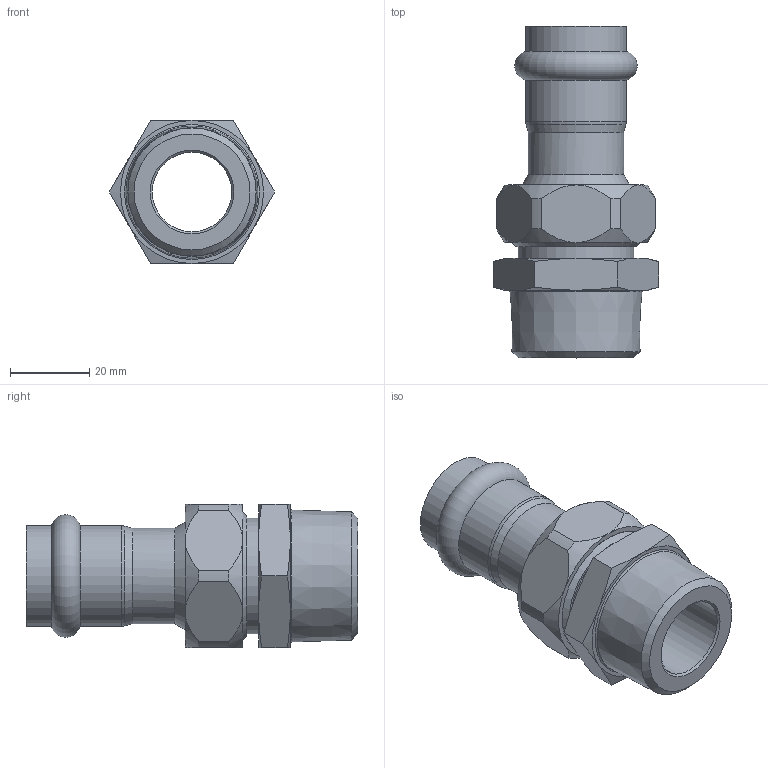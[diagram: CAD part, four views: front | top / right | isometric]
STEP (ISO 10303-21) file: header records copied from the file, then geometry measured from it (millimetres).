
FILE_DESCRIPTION(/* description */ (''),/* implementation_level */ '2;1');
FILE_NAME(/* name */ '184022022U_Inoxpres_Uniko.stp',/* time_stamp */ '2022-10-06T11:52:28+02:00',/* author */ ('Vault'),/* organization */ ('Raccorderie metalliche s.p.a. '),/* preprocessor_version */ 'ST-DEVELOPER v18.1',/* originating_system */ 'Autodesk Inventor 2020',/* authorisation */ 'Raccorderie metalliche s.p.a. ');
FILE_SCHEMA (('AUTOMOTIVE_DESIGN { 1 0 10303 214 3 1 1 }'));
Length unit declared in the file: millimetre
Products named in the file (1): 184022022IV_Inoxpres_Uniko
Bounding box: 41.57 x 83.5 x 36 mm (x, y, z)
Volume: 33465.8 mm3; surface area: 17483.5 mm2
Topology: 1 solids, 2 shells, 93 faces, 228 edges, 148 vertices
Faces by surface type: cone 41, plane 25, cylinder 20, torus 7
Full cylindrical faces by diameter (mm): 20 x2, 21 x1, 22.3 x2, 24 x1, 25.3 x2, 27 x1, 27.5 x1, 29 x1, 30 x2, 30.4 x1
Entity records: 2796 total; most frequent: CARTESIAN_POINT 566, DIRECTION 499, ORIENTED_EDGE 456, EDGE_CURVE 228, AXIS2_PLACEMENT_3D 225, VERTEX_POINT 148, CIRCLE 131, EDGE_LOOP 106
